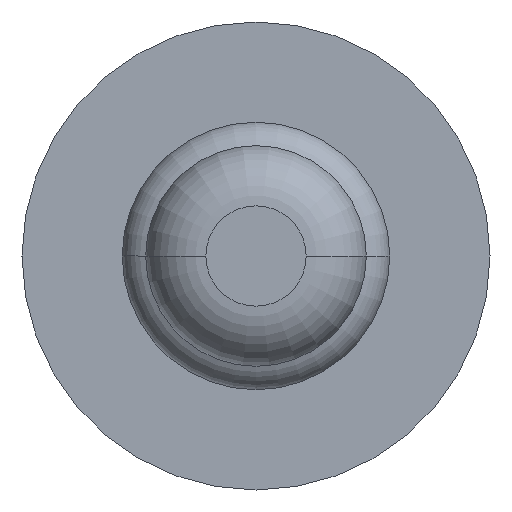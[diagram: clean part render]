
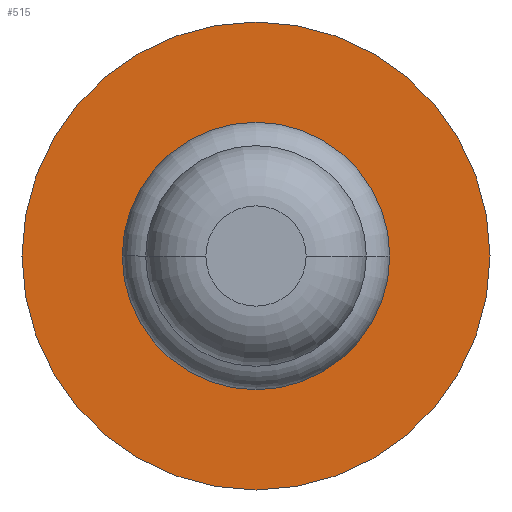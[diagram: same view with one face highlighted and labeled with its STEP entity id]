
A CAD part, front view. The second image highlights one B-rep face of the part: STEP entity #515.
In plain terms, the highlighted planar face has unit normal (0, -1, 0).
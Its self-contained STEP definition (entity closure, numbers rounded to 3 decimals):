
#87 = EDGE_CURVE ( 'Defeature ausgef�hrt1_12+Defeature ausgef�hrt1_11+Defeature ausgef�hrt1_11+Defeature ausgef�hrt1_11', #1971, #2288, #3518, .T. ) ;
#246 = ORIENTED_EDGE ( 'NONE', *, *, #1162, .T. ) ;
#254 = DIRECTION ( 'NONE',  ( -1., 0., 0. ) ) ;
#302 = CIRCLE ( 'NONE', #3103, 1.75 ) ;
#303 = AXIS2_PLACEMENT_3D ( 'NONE', #3515, #3502, #2557 ) ;
#378 = ORIENTED_EDGE ( 'NONE', *, *, #2257, .F. ) ;
#515 = ADVANCED_FACE ( 'Defeature ausgef�hrt1_11', ( #3073, #2397 ), #1510, .F. ) ;
#542 = DIRECTION ( 'NONE',  ( 0., 1., 0. ) ) ;
#768 = AXIS2_PLACEMENT_3D ( 'NONE', #1729, #542, #2657 ) ;
#841 = CIRCLE ( 'NONE', #2433, 0.64 ) ;
#1162 = EDGE_CURVE ( 'Defeature ausgef�hrt1_11+Defeature ausgef�hrt1_10+Defeature ausgef�hrt1_10+Defeature ausgef�hrt1_10', #2808, #3431, #841, .T. ) ;
#1216 = CARTESIAN_POINT ( 'NONE',  ( 1.75, 5., 0. ) ) ;
#1310 = CARTESIAN_POINT ( 'NONE',  ( -0.64, 5., 0. ) ) ;
#1480 = ORIENTED_EDGE ( 'NONE', *, *, #87, .F. ) ;
#1510 = PLANE ( 'NONE',  #1737 ) ;
#1559 = CIRCLE ( 'NONE', #303, 0.64 ) ;
#1615 = DIRECTION ( 'NONE',  ( 0., 1., 0. ) ) ;
#1729 = CARTESIAN_POINT ( 'NONE',  ( 0., 5., 0. ) ) ;
#1737 = AXIS2_PLACEMENT_3D ( 'NONE', #1216, #3342, #254 ) ;
#1971 = VERTEX_POINT ( 'NONE', #2715 ) ;
#2044 = EDGE_LOOP ( 'NONE', ( #1480, #378 ) ) ;
#2166 = CARTESIAN_POINT ( 'NONE',  ( 0.64, 5., 0. ) ) ;
#2172 = CARTESIAN_POINT ( 'NONE',  ( 1.75, 5., 0. ) ) ;
#2257 = EDGE_CURVE ( 'Defeature ausgef�hrt1_12+Defeature ausgef�hrt1_11+Defeature ausgef�hrt1_11+Defeature ausgef�hrt1_11', #2288, #1971, #302, .T. ) ;
#2288 = VERTEX_POINT ( 'NONE', #2172 ) ;
#2397 = FACE_BOUND ( 'NONE', #2862, .T. ) ;
#2433 = AXIS2_PLACEMENT_3D ( 'NONE', #2660, #3573, #2610 ) ;
#2557 = DIRECTION ( 'NONE',  ( -1., 0., 0. ) ) ;
#2610 = DIRECTION ( 'NONE',  ( -1., 0., 0. ) ) ;
#2657 = DIRECTION ( 'NONE',  ( -1., 0., 0. ) ) ;
#2660 = CARTESIAN_POINT ( 'NONE',  ( 0., 5., 0. ) ) ;
#2670 = ORIENTED_EDGE ( 'NONE', *, *, #3901, .T. ) ;
#2715 = CARTESIAN_POINT ( 'NONE',  ( -1.75, 5., 0. ) ) ;
#2740 = DIRECTION ( 'NONE',  ( -1., 0., 0. ) ) ;
#2808 = VERTEX_POINT ( 'NONE', #2166 ) ;
#2862 = EDGE_LOOP ( 'NONE', ( #2670, #246 ) ) ;
#3073 = FACE_OUTER_BOUND ( 'NONE', #2044, .T. ) ;
#3103 = AXIS2_PLACEMENT_3D ( 'NONE', #3469, #1615, #2740 ) ;
#3342 = DIRECTION ( 'NONE',  ( 0., 1., 0. ) ) ;
#3431 = VERTEX_POINT ( 'NONE', #1310 ) ;
#3469 = CARTESIAN_POINT ( 'NONE',  ( 0., 5., 0. ) ) ;
#3502 = DIRECTION ( 'NONE',  ( 0., 1., 0. ) ) ;
#3515 = CARTESIAN_POINT ( 'NONE',  ( 0., 5., 0. ) ) ;
#3518 = CIRCLE ( 'NONE', #768, 1.75 ) ;
#3573 = DIRECTION ( 'NONE',  ( 0., 1., 0. ) ) ;
#3901 = EDGE_CURVE ( 'Defeature ausgef�hrt1_11+Defeature ausgef�hrt1_10+Defeature ausgef�hrt1_10+Defeature ausgef�hrt1_10', #3431, #2808, #1559, .T. ) ;
